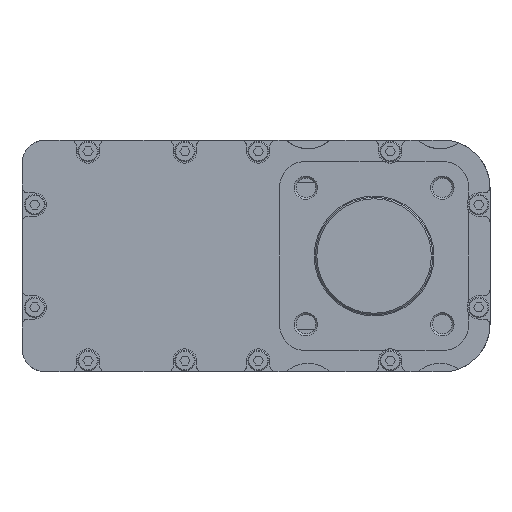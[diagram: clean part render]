
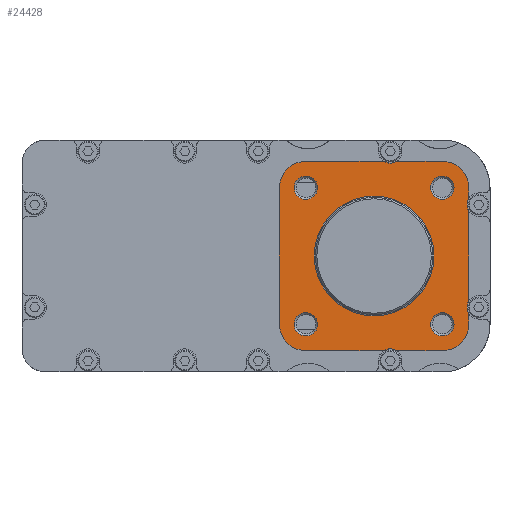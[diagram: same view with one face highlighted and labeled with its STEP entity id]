
A CAD part, left-side view. The second image highlights one B-rep face of the part: STEP entity #24428.
In plain terms, the highlighted face is planar.
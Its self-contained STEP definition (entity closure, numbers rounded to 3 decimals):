
#24221=CARTESIAN_POINT('',(61.,23.25,23.25));
#24222=DIRECTION('',(1.,0.,0.));
#24223=DIRECTION('',(0.,0.,-1.));
#24224=AXIS2_PLACEMENT_3D('',#24221,#24222,#24223);
#24225=PLANE('',#24224);
#24226=CARTESIAN_POINT('',(61.,-23.25,-27.25));
#24227=VERTEX_POINT('',#24226);
#24228=CARTESIAN_POINT('',(61.,-23.25,-23.25));
#24229=DIRECTION('',(1.,0.,0.));
#24230=DIRECTION('',(0.,0.,-1.));
#24231=AXIS2_PLACEMENT_3D('',#24228,#24229,#24230);
#24232=CIRCLE('',#24231,4.);
#24233=EDGE_CURVE('',#24227,#24227,#24232,.T.);
#24234=ORIENTED_EDGE('',*,*,#24233,.F.);
#24235=EDGE_LOOP('',(#24234));
#24236=FACE_BOUND('',#24235,.T.);
#24237=CARTESIAN_POINT('',(61.,23.25,-27.25));
#24238=VERTEX_POINT('',#24237);
#24239=CARTESIAN_POINT('',(61.,23.25,-23.25));
#24240=DIRECTION('',(1.,0.,0.));
#24241=DIRECTION('',(0.,0.,-1.));
#24242=AXIS2_PLACEMENT_3D('',#24239,#24240,#24241);
#24243=CIRCLE('',#24242,4.);
#24244=EDGE_CURVE('',#24238,#24238,#24243,.T.);
#24245=ORIENTED_EDGE('',*,*,#24244,.F.);
#24246=EDGE_LOOP('',(#24245));
#24247=FACE_BOUND('',#24246,.T.);
#24248=CARTESIAN_POINT('',(61.,23.25,19.25));
#24249=VERTEX_POINT('',#24248);
#24250=CARTESIAN_POINT('',(61.,23.25,23.25));
#24251=DIRECTION('',(1.,0.,0.));
#24252=DIRECTION('',(0.,0.,-1.));
#24253=AXIS2_PLACEMENT_3D('',#24250,#24251,#24252);
#24254=CIRCLE('',#24253,4.);
#24255=EDGE_CURVE('',#24249,#24249,#24254,.T.);
#24256=ORIENTED_EDGE('',*,*,#24255,.F.);
#24257=EDGE_LOOP('',(#24256));
#24258=FACE_BOUND('',#24257,.T.);
#24259=CARTESIAN_POINT('',(61.,-23.25,19.25));
#24260=VERTEX_POINT('',#24259);
#24261=CARTESIAN_POINT('',(61.,-23.25,23.25));
#24262=DIRECTION('',(1.,0.,0.));
#24263=DIRECTION('',(0.,0.,-1.));
#24264=AXIS2_PLACEMENT_3D('',#24261,#24262,#24263);
#24265=CIRCLE('',#24264,4.);
#24266=EDGE_CURVE('',#24260,#24260,#24265,.T.);
#24267=ORIENTED_EDGE('',*,*,#24266,.F.);
#24268=EDGE_LOOP('',(#24267));
#24269=FACE_BOUND('',#24268,.T.);
#24270=CARTESIAN_POINT('',(61.,-0.,-20.4));
#24271=VERTEX_POINT('',#24270);
#24272=CARTESIAN_POINT('',(61.,0.,0.));
#24273=DIRECTION('',(1.,0.,0.));
#24274=DIRECTION('',(0.,0.,-1.));
#24275=AXIS2_PLACEMENT_3D('',#24272,#24273,#24274);
#24276=CIRCLE('',#24275,20.4);
#24277=EDGE_CURVE('',#24271,#24271,#24276,.T.);
#24278=ORIENTED_EDGE('',*,*,#24277,.F.);
#24279=EDGE_LOOP('',(#24278));
#24280=FACE_BOUND('',#24279,.T.);
#24281=CARTESIAN_POINT('',(61.,-23.25,-32.25));
#24282=VERTEX_POINT('',#24281);
#24283=CARTESIAN_POINT('',(61.,-7.607,-32.25));
#24284=VERTEX_POINT('',#24283);
#24285=CARTESIAN_POINT('',(61.,-12345.,-32.25));
#24286=DIRECTION('',(-0.,1.,-0.));
#24287=VECTOR('',#24286,24690.);
#24288=LINE('',#24285,#24287);
#24289=EDGE_CURVE('',#24282,#24284,#24288,.T.);
#24290=ORIENTED_EDGE('',*,*,#24289,.T.);
#24291=CARTESIAN_POINT('',(61.,-5.5,-31.65));
#24292=VERTEX_POINT('',#24291);
#24293=CARTESIAN_POINT('',(61.,-5.5,-35.65));
#24294=DIRECTION('',(-1.,0.,0.));
#24295=DIRECTION('',(0.,0.,1.));
#24296=AXIS2_PLACEMENT_3D('',#24293,#24294,#24295);
#24297=CIRCLE('',#24296,4.);
#24298=EDGE_CURVE('',#24284,#24292,#24297,.T.);
#24299=ORIENTED_EDGE('',*,*,#24298,.T.);
#24300=CARTESIAN_POINT('',(61.,-3.393,-32.25));
#24301=VERTEX_POINT('',#24300);
#24302=CARTESIAN_POINT('',(61.,-5.5,-35.65));
#24303=DIRECTION('',(-1.,-0.,0.));
#24304=DIRECTION('',(0.,0.,1.));
#24305=AXIS2_PLACEMENT_3D('',#24302,#24303,#24304);
#24306=CIRCLE('',#24305,4.);
#24307=EDGE_CURVE('',#24292,#24301,#24306,.T.);
#24308=ORIENTED_EDGE('',*,*,#24307,.T.);
#24309=CARTESIAN_POINT('',(61.,23.25,-32.25));
#24310=VERTEX_POINT('',#24309);
#24311=CARTESIAN_POINT('',(61.,-12345.,-32.25));
#24312=DIRECTION('',(-0.,1.,-0.));
#24313=VECTOR('',#24312,24690.);
#24314=LINE('',#24311,#24313);
#24315=EDGE_CURVE('',#24301,#24310,#24314,.T.);
#24316=ORIENTED_EDGE('',*,*,#24315,.T.);
#24317=CARTESIAN_POINT('',(61.,32.25,-23.25));
#24318=VERTEX_POINT('',#24317);
#24319=CARTESIAN_POINT('',(61.,23.25,-23.25));
#24320=DIRECTION('',(1.,0.,-0.));
#24321=DIRECTION('',(0.,0.,1.));
#24322=AXIS2_PLACEMENT_3D('',#24319,#24320,#24321);
#24323=CIRCLE('',#24322,9.);
#24324=EDGE_CURVE('',#24310,#24318,#24323,.T.);
#24325=ORIENTED_EDGE('',*,*,#24324,.T.);
#24326=CARTESIAN_POINT('',(61.,32.25,23.25));
#24327=VERTEX_POINT('',#24326);
#24328=CARTESIAN_POINT('',(61.,32.25,-12345.));
#24329=DIRECTION('',(-0.,-0.,1.));
#24330=VECTOR('',#24329,24690.);
#24331=LINE('',#24328,#24330);
#24332=EDGE_CURVE('',#24318,#24327,#24331,.T.);
#24333=ORIENTED_EDGE('',*,*,#24332,.T.);
#24334=CARTESIAN_POINT('',(61.,23.25,32.25));
#24335=VERTEX_POINT('',#24334);
#24336=CARTESIAN_POINT('',(61.,23.25,23.25));
#24337=DIRECTION('',(1.,0.,-0.));
#24338=DIRECTION('',(0.,0.,1.));
#24339=AXIS2_PLACEMENT_3D('',#24336,#24337,#24338);
#24340=CIRCLE('',#24339,9.);
#24341=EDGE_CURVE('',#24327,#24335,#24340,.T.);
#24342=ORIENTED_EDGE('',*,*,#24341,.T.);
#24343=CARTESIAN_POINT('',(61.,-3.393,32.25));
#24344=VERTEX_POINT('',#24343);
#24345=CARTESIAN_POINT('',(61.,12368.25,32.25));
#24346=DIRECTION('',(0.,-1.,-0.));
#24347=VECTOR('',#24346,24690.);
#24348=LINE('',#24345,#24347);
#24349=EDGE_CURVE('',#24335,#24344,#24348,.T.);
#24350=ORIENTED_EDGE('',*,*,#24349,.T.);
#24351=CARTESIAN_POINT('',(61.,-7.607,32.25));
#24352=VERTEX_POINT('',#24351);
#24353=CARTESIAN_POINT('',(61.,-5.5,35.65));
#24354=DIRECTION('',(-1.,0.,0.));
#24355=DIRECTION('',(0.,0.,1.));
#24356=AXIS2_PLACEMENT_3D('',#24353,#24354,#24355);
#24357=CIRCLE('',#24356,4.);
#24358=EDGE_CURVE('',#24344,#24352,#24357,.T.);
#24359=ORIENTED_EDGE('',*,*,#24358,.T.);
#24360=CARTESIAN_POINT('',(61.,-23.25,32.25));
#24361=VERTEX_POINT('',#24360);
#24362=CARTESIAN_POINT('',(61.,12368.25,32.25));
#24363=DIRECTION('',(0.,-1.,-0.));
#24364=VECTOR('',#24363,24690.);
#24365=LINE('',#24362,#24364);
#24366=EDGE_CURVE('',#24352,#24361,#24365,.T.);
#24367=ORIENTED_EDGE('',*,*,#24366,.T.);
#24368=CARTESIAN_POINT('',(61.,-32.25,23.25));
#24369=VERTEX_POINT('',#24368);
#24370=CARTESIAN_POINT('',(61.,-23.25,23.25));
#24371=DIRECTION('',(1.,0.,-0.));
#24372=DIRECTION('',(0.,0.,1.));
#24373=AXIS2_PLACEMENT_3D('',#24370,#24371,#24372);
#24374=CIRCLE('',#24373,9.);
#24375=EDGE_CURVE('',#24361,#24369,#24374,.T.);
#24376=ORIENTED_EDGE('',*,*,#24375,.T.);
#24377=CARTESIAN_POINT('',(61.,-32.25,19.607));
#24378=VERTEX_POINT('',#24377);
#24379=CARTESIAN_POINT('',(61.,-32.25,12368.25));
#24380=DIRECTION('',(-0.,-0.,-1.));
#24381=VECTOR('',#24380,24690.);
#24382=LINE('',#24379,#24381);
#24383=EDGE_CURVE('',#24369,#24378,#24382,.T.);
#24384=ORIENTED_EDGE('',*,*,#24383,.T.);
#24385=CARTESIAN_POINT('',(61.,-32.25,15.393));
#24386=VERTEX_POINT('',#24385);
#24387=CARTESIAN_POINT('',(61.,-35.65,17.5));
#24388=DIRECTION('',(-1.,0.,0.));
#24389=DIRECTION('',(0.,0.,1.));
#24390=AXIS2_PLACEMENT_3D('',#24387,#24388,#24389);
#24391=CIRCLE('',#24390,4.);
#24392=EDGE_CURVE('',#24378,#24386,#24391,.T.);
#24393=ORIENTED_EDGE('',*,*,#24392,.T.);
#24394=CARTESIAN_POINT('',(61.,-32.25,-15.393));
#24395=VERTEX_POINT('',#24394);
#24396=CARTESIAN_POINT('',(61.,-32.25,12368.25));
#24397=DIRECTION('',(-0.,-0.,-1.));
#24398=VECTOR('',#24397,24690.);
#24399=LINE('',#24396,#24398);
#24400=EDGE_CURVE('',#24386,#24395,#24399,.T.);
#24401=ORIENTED_EDGE('',*,*,#24400,.T.);
#24402=CARTESIAN_POINT('',(61.,-32.25,-19.607));
#24403=VERTEX_POINT('',#24402);
#24404=CARTESIAN_POINT('',(61.,-35.65,-17.5));
#24405=DIRECTION('',(-1.,0.,0.));
#24406=DIRECTION('',(0.,0.,1.));
#24407=AXIS2_PLACEMENT_3D('',#24404,#24405,#24406);
#24408=CIRCLE('',#24407,4.);
#24409=EDGE_CURVE('',#24395,#24403,#24408,.T.);
#24410=ORIENTED_EDGE('',*,*,#24409,.T.);
#24411=CARTESIAN_POINT('',(61.,-32.25,-23.25));
#24412=VERTEX_POINT('',#24411);
#24413=CARTESIAN_POINT('',(61.,-32.25,12368.25));
#24414=DIRECTION('',(-0.,-0.,-1.));
#24415=VECTOR('',#24414,24690.);
#24416=LINE('',#24413,#24415);
#24417=EDGE_CURVE('',#24403,#24412,#24416,.T.);
#24418=ORIENTED_EDGE('',*,*,#24417,.T.);
#24419=CARTESIAN_POINT('',(61.,-23.25,-23.25));
#24420=DIRECTION('',(1.,0.,-0.));
#24421=DIRECTION('',(0.,0.,1.));
#24422=AXIS2_PLACEMENT_3D('',#24419,#24420,#24421);
#24423=CIRCLE('',#24422,9.);
#24424=EDGE_CURVE('',#24412,#24282,#24423,.T.);
#24425=ORIENTED_EDGE('',*,*,#24424,.T.);
#24426=EDGE_LOOP('',(#24290,#24299,#24308,#24316,#24325,#24333,#24342,#24350,#24359,#24367,#24376,#24384,#24393,#24401,#24410,#24418,#24425));
#24427=FACE_BOUND('',#24426,.T.);
#24428=ADVANCED_FACE('',(#24236,#24247,#24258,#24269,#24280,#24427),#24225,.T.);
